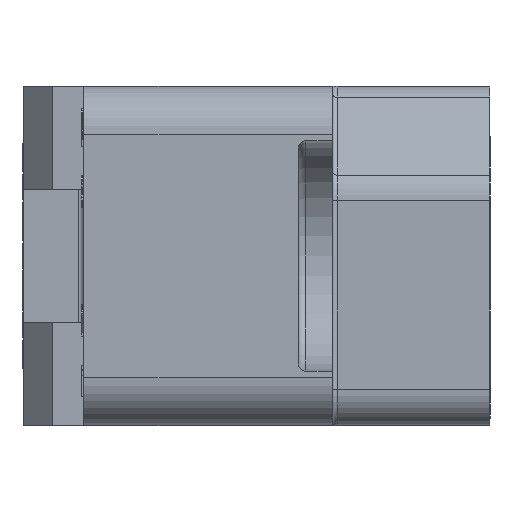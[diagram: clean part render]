
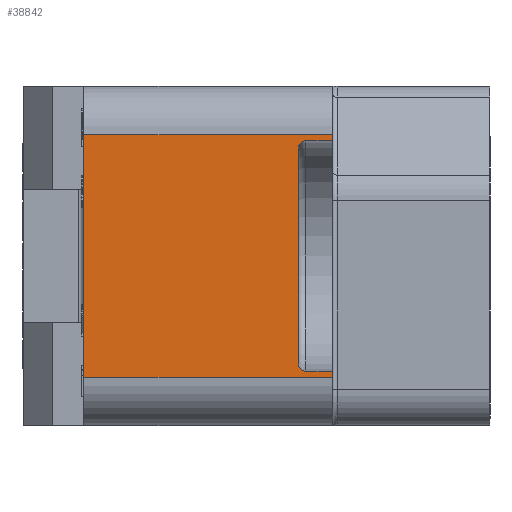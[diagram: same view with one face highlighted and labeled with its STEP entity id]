
A CAD part, left-side view. The second image highlights one B-rep face of the part: STEP entity #38842.
In plain terms, the highlighted planar face has unit normal (-1, 0, 0).
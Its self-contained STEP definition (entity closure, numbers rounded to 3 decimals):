
#4070=DIRECTION('',(0.,1.,0.));
#4071=VECTOR('',#4070,10.25);
#4072=CARTESIAN_POINT('',(-40.,0.,-5.));
#4073=LINE('',#4072,#4071);
#4079=DIRECTION('',(0.,0.,-1.));
#4080=VECTOR('',#4079,10.);
#4081=CARTESIAN_POINT('',(-40.,10.25,5.));
#4082=LINE('',#4081,#4080);
#4620=DIRECTION('',(0.,-1.,0.));
#4621=VECTOR('',#4620,10.25);
#4622=CARTESIAN_POINT('',(-40.,10.25,5.));
#4623=LINE('',#4622,#4621);
#5370=DIRECTION('',(0.,0.,1.));
#5371=VECTOR('',#5370,8.9);
#5372=CARTESIAN_POINT('',(-40.,1.4,-4.45));
#5373=LINE('',#5372,#5371);
#5374=DIRECTION('',(0.,1.,0.));
#5375=VECTOR('',#5374,1.1);
#5376=CARTESIAN_POINT('',(-40.,0.,-4.75));
#5377=LINE('',#5376,#5375);
#5378=DIRECTION('',(0.,0.,-1.));
#5379=VECTOR('',#5378,0.25);
#5380=CARTESIAN_POINT('',(-40.,0.,-4.75));
#5381=LINE('',#5380,#5379);
#5382=DIRECTION('',(0.,0.,-1.));
#5383=VECTOR('',#5382,0.25);
#5384=CARTESIAN_POINT('',(-40.,0.,5.));
#5385=LINE('',#5384,#5383);
#5386=DIRECTION('',(0.,1.,0.));
#5387=VECTOR('',#5386,1.1);
#5388=CARTESIAN_POINT('',(-40.,0.,4.75));
#5389=LINE('',#5388,#5387);
#5413=CARTESIAN_POINT('',(-40.,1.1,-4.45));
#5414=DIRECTION('',(1.,0.,0.));
#5415=DIRECTION('',(0.,0.,-1.));
#5416=AXIS2_PLACEMENT_3D('',#5413,#5414,#5415);
#5437=CARTESIAN_POINT('',(-40.,1.1,4.45));
#5438=DIRECTION('',(1.,0.,0.));
#5439=DIRECTION('',(0.,1.,0.));
#5440=AXIS2_PLACEMENT_3D('',#5437,#5438,#5439);
#25353=CARTESIAN_POINT('',(-40.,0.,5.));
#25354=VERTEX_POINT('',#25353);
#25355=CARTESIAN_POINT('',(-40.,10.25,5.));
#25356=VERTEX_POINT('',#25355);
#25361=CARTESIAN_POINT('',(-40.,10.25,-5.));
#25362=VERTEX_POINT('',#25361);
#25363=CARTESIAN_POINT('',(-40.,0.,-5.));
#25364=VERTEX_POINT('',#25363);
#25373=CARTESIAN_POINT('',(-40.,0.,-4.75));
#25375=VERTEX_POINT('',#25373);
#25379=CARTESIAN_POINT('',(-40.,0.,4.75));
#25380=VERTEX_POINT('',#25379);
#25590=CARTESIAN_POINT('',(-40.,1.4,-4.45));
#25592=VERTEX_POINT('',#25590);
#25594=CARTESIAN_POINT('',(-40.,1.1,-4.75));
#25596=VERTEX_POINT('',#25594);
#25601=CARTESIAN_POINT('',(-40.,1.4,4.45));
#25602=VERTEX_POINT('',#25601);
#25603=CARTESIAN_POINT('',(-40.,1.1,4.75));
#25604=VERTEX_POINT('',#25603);
#38820=CARTESIAN_POINT('',(-40.,0.,7.));
#38821=DIRECTION('',(-1.,0.,0.));
#38822=DIRECTION('',(0.,1.,0.));
#38823=AXIS2_PLACEMENT_3D('',#38820,#38821,#38822);
#38824=PLANE('',#38823);
#38826=ORIENTED_EDGE('',*,*,#38825,.F.);
#38828=ORIENTED_EDGE('',*,*,#38827,.F.);
#38830=ORIENTED_EDGE('',*,*,#38829,.F.);
#38831=ORIENTED_EDGE('',*,*,#37408,.T.);
#38832=ORIENTED_EDGE('',*,*,#37441,.T.);
#38833=ORIENTED_EDGE('',*,*,#37454,.F.);
#38834=ORIENTED_EDGE('',*,*,#37761,.T.);
#38835=ORIENTED_EDGE('',*,*,#37416,.T.);
#38837=ORIENTED_EDGE('',*,*,#38836,.T.);
#38839=ORIENTED_EDGE('',*,*,#38838,.F.);
#38840=EDGE_LOOP('',(#38826,#38828,#38830,#38831,#38832,#38833,#38834,#38835,
#38837,#38839));
#38841=FACE_OUTER_BOUND('',#38840,.F.);
#38842=ADVANCED_FACE('',(#38841),#38824,.T.);
#5417=CIRCLE('',#5416,0.3);
#5441=CIRCLE('',#5440,0.3);
#37408=EDGE_CURVE('',#25375,#25364,#5381,.T.);
#37416=EDGE_CURVE('',#25354,#25380,#5385,.T.);
#37441=EDGE_CURVE('',#25364,#25362,#4073,.T.);
#37454=EDGE_CURVE('',#25356,#25362,#4082,.T.);
#37761=EDGE_CURVE('',#25356,#25354,#4623,.T.);
#38825=EDGE_CURVE('',#25592,#25602,#5373,.T.);
#38827=EDGE_CURVE('',#25596,#25592,#5417,.T.);
#38829=EDGE_CURVE('',#25375,#25596,#5377,.T.);
#38836=EDGE_CURVE('',#25380,#25604,#5389,.T.);
#38838=EDGE_CURVE('',#25602,#25604,#5441,.T.);
